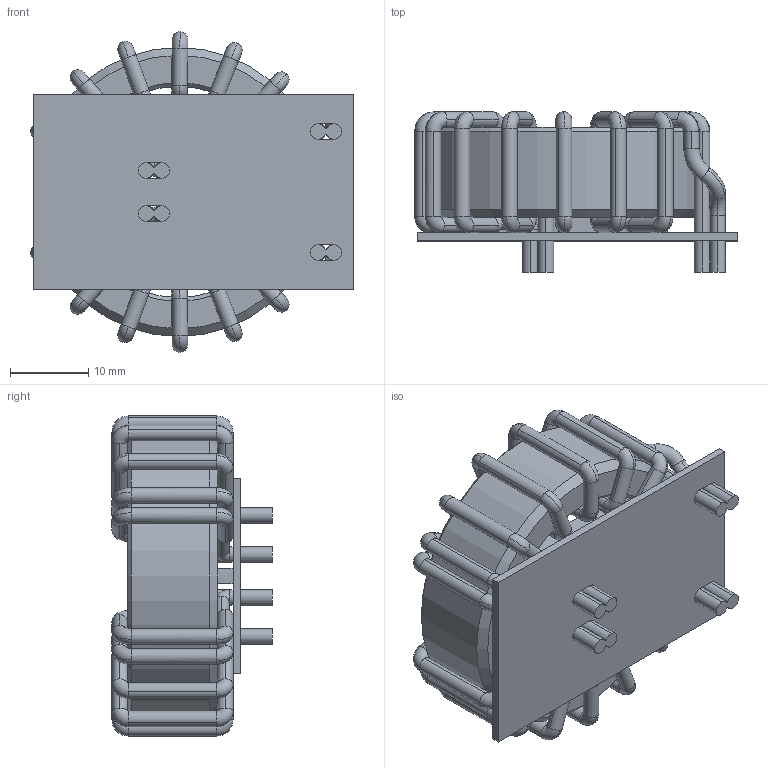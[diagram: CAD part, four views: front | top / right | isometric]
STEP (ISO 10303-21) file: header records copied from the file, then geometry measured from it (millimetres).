
FILE_DESCRIPTION (( 'STEP AP214' ), '1' );
FILE_NAME ('CMX1616Z171B-10.STEP', '2021-05-11T17:13:51', ( '' ), ( '' ), 'SwSTEP 2.0', 'SolidWorks 2017', '' );
FILE_SCHEMA (( 'AUTOMOTIVE_DESIGN' ));
Length unit declared in the file: millimetre
Products named in the file (1): CMX1616Z171B-10
Bounding box: 41.29 x 20.5 x 41 mm (x, y, z)
Volume: 9773.2 mm3; surface area: 10905.1 mm2
Topology: 24 solids, 24 shells, 405 faces, 1128 edges, 748 vertices
Faces by surface type: cylinder 206, torus 148, plane 43, cone 8
Entity records: 13895 total; most frequent: DIRECTION 2796, CARTESIAN_POINT 2334, ORIENTED_EDGE 2256, AXIS2_PLACEMENT_3D 1270, EDGE_CURVE 1128, CIRCLE 864, VERTEX_POINT 748, EDGE_LOOP 416
